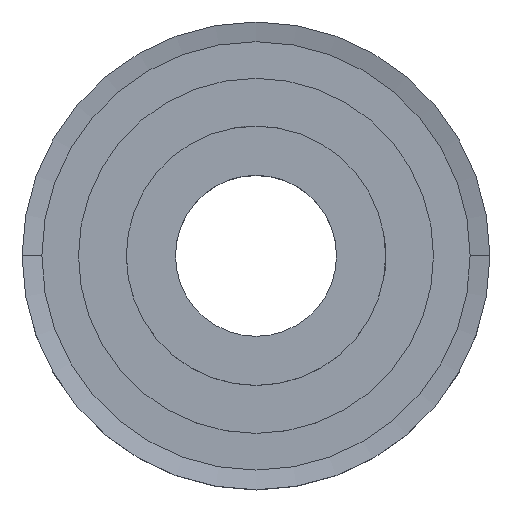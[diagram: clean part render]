
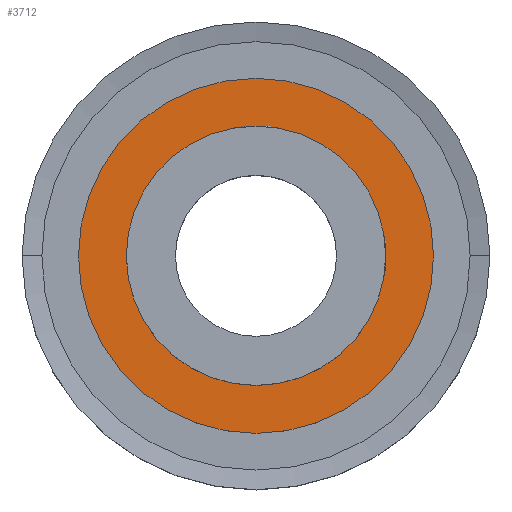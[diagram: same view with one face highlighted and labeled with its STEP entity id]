
A CAD part, top view. The second image highlights one B-rep face of the part: STEP entity #3712.
In plain terms, the highlighted planar face has unit normal (0, 0, 1).
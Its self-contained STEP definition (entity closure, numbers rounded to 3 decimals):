
#61 = CARTESIAN_POINT ( 'NONE',  ( -31.5, 0., 22. ) ) ;
#156 = CIRCLE ( 'NONE', #4232, 23. ) ;
#543 = VERTEX_POINT ( 'NONE', #1381 ) ;
#561 = CARTESIAN_POINT ( 'NONE',  ( -1.057, 18.633, 22. ) ) ;
#1343 = FACE_OUTER_BOUND ( 'NONE', #3275, .T. ) ;
#1381 = CARTESIAN_POINT ( 'NONE',  ( 31.5, 0., 22. ) ) ;
#1976 = CARTESIAN_POINT ( 'NONE',  ( 0., 0., 22. ) ) ;
#2314 = CIRCLE ( 'NONE', #9717, 23. ) ;
#2323 = CARTESIAN_POINT ( 'NONE',  ( 0., 0., 22. ) ) ;
#2342 = FACE_BOUND ( 'NONE', #4355, .T. ) ;
#2986 = VERTEX_POINT ( 'NONE', #7905 ) ;
#3016 = DIRECTION ( 'NONE',  ( 0., 0., 1. ) ) ;
#3275 = EDGE_LOOP ( 'NONE', ( #7230, #9817 ) ) ;
#3382 = CARTESIAN_POINT ( 'NONE',  ( 0., 0., 22. ) ) ;
#3535 = DIRECTION ( 'NONE',  ( 0., 0., 1. ) ) ;
#3707 = CIRCLE ( 'NONE', #5117, 31.5 ) ;
#3712 = ADVANCED_FACE ( 'NONE', ( #2342, #1343 ), #10660, .T. ) ;
#3827 = CARTESIAN_POINT ( 'NONE',  ( -23., 0., 22. ) ) ;
#3886 = ORIENTED_EDGE ( 'NONE', *, *, #7818, .F. ) ;
#4232 = AXIS2_PLACEMENT_3D ( 'NONE', #1976, #9583, #5352 ) ;
#4327 = DIRECTION ( 'NONE',  ( 0., 0., 1. ) ) ;
#4355 = EDGE_LOOP ( 'NONE', ( #3886, #7528 ) ) ;
#4982 = DIRECTION ( 'NONE',  ( 1., 0., 0. ) ) ;
#5094 = DIRECTION ( 'NONE',  ( 1., 0., 0. ) ) ;
#5117 = AXIS2_PLACEMENT_3D ( 'NONE', #3382, #4327, #10270 ) ;
#5340 = VERTEX_POINT ( 'NONE', #61 ) ;
#5352 = DIRECTION ( 'NONE',  ( 1., 0., 0. ) ) ;
#5534 = VERTEX_POINT ( 'NONE', #3827 ) ;
#5595 = DIRECTION ( 'NONE',  ( 0., 0., 1. ) ) ;
#5981 = EDGE_CURVE ( 'NONE', #2986, #5534, #156, .T. ) ;
#6314 = AXIS2_PLACEMENT_3D ( 'NONE', #561, #3016, #6608 ) ;
#6418 = EDGE_CURVE ( 'NONE', #5340, #543, #3707, .T. ) ;
#6608 = DIRECTION ( 'NONE',  ( 1., 0., 0. ) ) ;
#7230 = ORIENTED_EDGE ( 'NONE', *, *, #10690, .T. ) ;
#7528 = ORIENTED_EDGE ( 'NONE', *, *, #5981, .F. ) ;
#7735 = CARTESIAN_POINT ( 'NONE',  ( 0., 0., 22. ) ) ;
#7818 = EDGE_CURVE ( 'NONE', #5534, #2986, #2314, .T. ) ;
#7905 = CARTESIAN_POINT ( 'NONE',  ( 23., 0., 22. ) ) ;
#8560 = CIRCLE ( 'NONE', #9781, 31.5 ) ;
#9583 = DIRECTION ( 'NONE',  ( 0., 0., 1. ) ) ;
#9717 = AXIS2_PLACEMENT_3D ( 'NONE', #2323, #5595, #4982 ) ;
#9781 = AXIS2_PLACEMENT_3D ( 'NONE', #7735, #3535, #5094 ) ;
#9817 = ORIENTED_EDGE ( 'NONE', *, *, #6418, .T. ) ;
#10270 = DIRECTION ( 'NONE',  ( 1., 0., 0. ) ) ;
#10660 = PLANE ( 'NONE',  #6314 ) ;
#10690 = EDGE_CURVE ( 'NONE', #543, #5340, #8560, .T. ) ;
